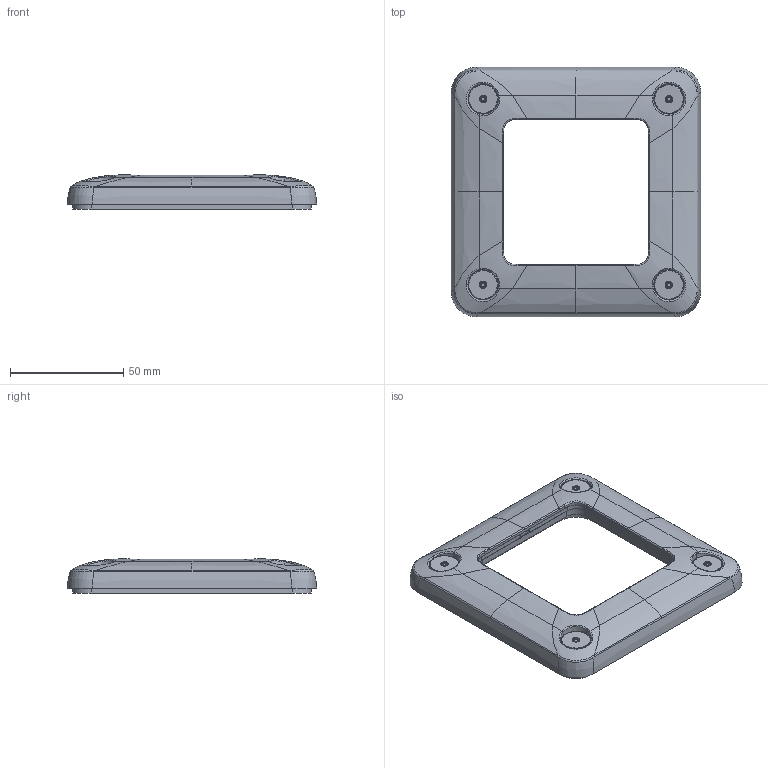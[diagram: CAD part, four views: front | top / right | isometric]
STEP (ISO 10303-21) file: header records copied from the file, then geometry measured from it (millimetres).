
FILE_DESCRIPTION(('CATIA V5 STEP Exchange','CAx-IF Rec.Pracs.--- Model Styling and Organization---1.5--- 2016-08-15','CAx-IF Rec.Pracs.---Supplemental Geometry---1.0---2011-11-01','CAx-IF Rec.Pracs.--- Composite Materials ---1.1---2010-07-15'),'2;1');
FILE_NAME('077851 -light.stp','2026-03-03T12:45:56+00:00',('none'),('none'),'CATIA Version 5-6 Release 2024 SP3','CATIA V5 STEP AP214 v3','none');
FILE_SCHEMA(('AUTOMOTIVE_DESIGN { 1 0 10303 214 1 1 1 1 }'));
Products named in the file (1): 077851 -light
Bounding box: 110 x 110 x 15 mm (x, y, z)
Volume: 59414.9 mm3; surface area: 62205.2 mm2
Topology: 8 solids, 8 shells, 3358 faces, 8385 edges, 4946 vertices
Faces by surface type: plane 1393, bspline 820, cylinder 813, cone 132, sphere 112, torus 88
Entity records: 153839 total; most frequent: CARTESIAN_POINT 85730, ORIENTED_EDGE 16482, DIRECTION 9531, EDGE_CURVE 8241, VERTEX_POINT 4946, VECTOR 3818, LINE 3818, AXIS2_PLACEMENT_3D 3676
